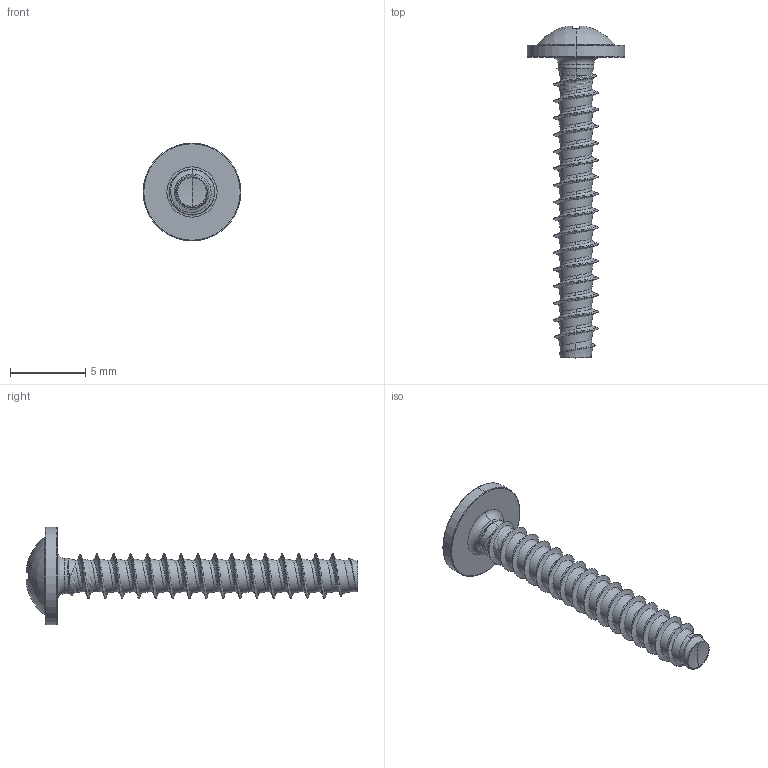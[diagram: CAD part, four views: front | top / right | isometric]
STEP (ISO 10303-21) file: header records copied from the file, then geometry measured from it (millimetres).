
FILE_DESCRIPTION (( 'STEP AP203' ), '1' );
FILE_NAME ('STP310300200.STEP', '2017-08-15T04:21:31', ( '' ), ( '' ), 'SwSTEP 2.0', 'SolidWorks 2015', '' );
FILE_SCHEMA (( 'CONFIG_CONTROL_DESIGN' ));
Length unit declared in the file: millimetre
Products named in the file (1): STP310300200
Bounding box: 6.5 x 22.07 x 6.5 mm (x, y, z)
Volume: 121.5 mm3; surface area: 310.3 mm2
Topology: 1 solids, 1 shells, 201 faces, 470 edges, 272 vertices
Faces by surface type: cylinder 60, bspline 51, torus 30, sphere 28, plane 23, cone 9
Entity records: 23947 total; most frequent: CARTESIAN_POINT 19763, ORIENTED_EDGE 936, DIRECTION 785, EDGE_CURVE 468, AXIS2_PLACEMENT_3D 346, VERTEX_POINT 272, EDGE_LOOP 204, ADVANCED_FACE 201
